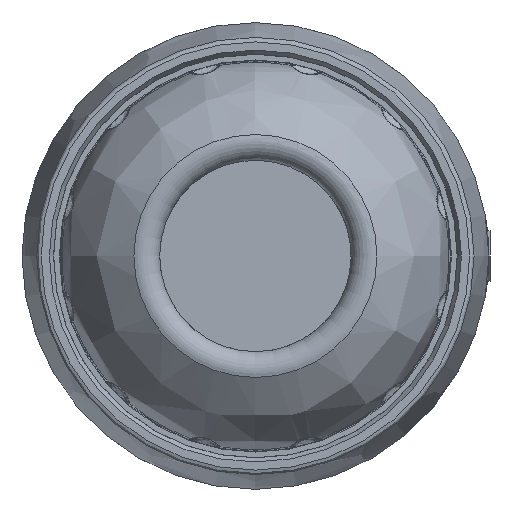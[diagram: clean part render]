
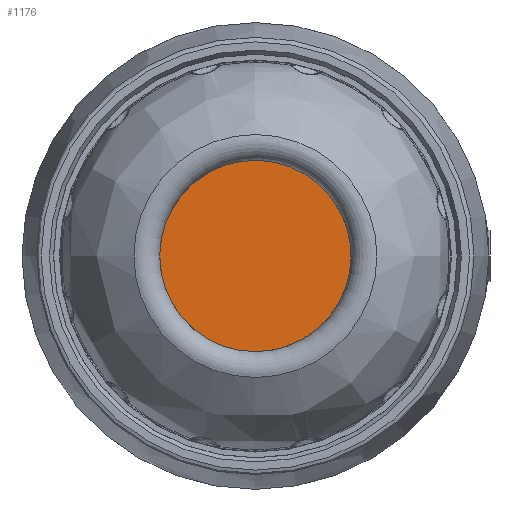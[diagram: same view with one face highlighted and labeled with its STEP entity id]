
A CAD part, left-side view. The second image highlights one B-rep face of the part: STEP entity #1176.
In plain terms, the highlighted planar face has unit normal (-1, 0, 0).
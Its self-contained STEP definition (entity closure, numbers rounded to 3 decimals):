
#616=FACE_OUTER_BOUND('',#2396,.T.);
#1176=ADVANCED_FACE('',(#616),#1314,.T.);
#1314=PLANE('',#7114);
#1596=CIRCLE('',#6973,4.727);
#1598=CIRCLE('',#6976,4.727);
#1600=CIRCLE('',#6979,4.727);
#1652=CIRCLE('',#7042,4.727);
#2396=EDGE_LOOP('',(#4193,#4194,#4195,#4196,#4197,#4198,#4199,#4200,#4201,
#4202,#4203,#4204));
#4193=ORIENTED_EDGE('',*,*,#5710,.F.);
#4194=ORIENTED_EDGE('',*,*,#5571,.T.);
#4195=ORIENTED_EDGE('',*,*,#5709,.F.);
#4196=ORIENTED_EDGE('',*,*,#5707,.F.);
#4197=ORIENTED_EDGE('',*,*,#5477,.T.);
#4198=ORIENTED_EDGE('',*,*,#5718,.F.);
#4199=ORIENTED_EDGE('',*,*,#5716,.F.);
#4200=ORIENTED_EDGE('',*,*,#5481,.T.);
#4201=ORIENTED_EDGE('',*,*,#5715,.F.);
#4202=ORIENTED_EDGE('',*,*,#5713,.F.);
#4203=ORIENTED_EDGE('',*,*,#5485,.T.);
#4204=ORIENTED_EDGE('',*,*,#5712,.F.);
#4669=VERTEX_POINT('',#11350);
#4670=VERTEX_POINT('',#11351);
#4673=VERTEX_POINT('',#11365);
#4674=VERTEX_POINT('',#11366);
#4677=VERTEX_POINT('',#11380);
#4678=VERTEX_POINT('',#11381);
#4760=VERTEX_POINT('',#11702);
#4761=VERTEX_POINT('',#11703);
#4811=VERTEX_POINT('',#14637);
#4812=VERTEX_POINT('',#14643);
#4813=VERTEX_POINT('',#14649);
#4814=VERTEX_POINT('',#14655);
#5477=EDGE_CURVE('',#4669,#4670,#1596,.T.);
#5481=EDGE_CURVE('',#4673,#4674,#1598,.T.);
#5485=EDGE_CURVE('',#4677,#4678,#1600,.T.);
#5571=EDGE_CURVE('',#4760,#4761,#1652,.T.);
#5707=EDGE_CURVE('',#4669,#4811,#6052,.T.);
#5709=EDGE_CURVE('',#4811,#4761,#6054,.T.);
#5710=EDGE_CURVE('',#4760,#4812,#6055,.T.);
#5712=EDGE_CURVE('',#4812,#4678,#6057,.T.);
#5713=EDGE_CURVE('',#4677,#4813,#6058,.T.);
#5715=EDGE_CURVE('',#4813,#4674,#6060,.T.);
#5716=EDGE_CURVE('',#4673,#4814,#6061,.T.);
#5718=EDGE_CURVE('',#4814,#4670,#6063,.T.);
#6052=LINE('',#14636,#6397);
#6054=LINE('',#14640,#6399);
#6055=LINE('',#14642,#6400);
#6057=LINE('',#14646,#6402);
#6058=LINE('',#14648,#6403);
#6060=LINE('',#14652,#6405);
#6061=LINE('',#14654,#6406);
#6063=LINE('',#14658,#6408);
#6397=VECTOR('',#8842,1.);
#6399=VECTOR('',#8846,1.);
#6400=VECTOR('',#8849,1.);
#6402=VECTOR('',#8853,1.);
#6403=VECTOR('',#8856,1.);
#6405=VECTOR('',#8860,1.);
#6406=VECTOR('',#8863,1.);
#6408=VECTOR('',#8867,1.);
#6973=AXIS2_PLACEMENT_3D('',#11349,#8576,#8577);
#6976=AXIS2_PLACEMENT_3D('',#11364,#8582,#8583);
#6979=AXIS2_PLACEMENT_3D('',#11379,#8588,#8589);
#7042=AXIS2_PLACEMENT_3D('',#11701,#8714,#8715);
#7114=AXIS2_PLACEMENT_3D('',#14660,#8870,#8871);
#8576=DIRECTION('',(-1.,0.,0.));
#8577=DIRECTION('',(0.,0.,1.));
#8582=DIRECTION('',(-1.,0.,0.));
#8583=DIRECTION('',(0.,0.,1.));
#8588=DIRECTION('',(-1.,0.,0.));
#8589=DIRECTION('',(0.,0.,1.));
#8714=DIRECTION('',(-1.,0.,0.));
#8715=DIRECTION('',(0.,0.,1.));
#8842=DIRECTION('',(0.,-0.33,-0.944));
#8846=DIRECTION('',(0.,-0.689,0.725));
#8849=DIRECTION('',(0.,0.944,-0.33));
#8853=DIRECTION('',(0.,-0.725,-0.689));
#8856=DIRECTION('',(0.,0.33,0.944));
#8860=DIRECTION('',(0.,0.689,-0.725));
#8863=DIRECTION('',(0.,-0.944,0.33));
#8867=DIRECTION('',(0.,0.725,0.689));
#8870=DIRECTION('',(-1.,0.,0.));
#8871=DIRECTION('',(0.,0.,1.));
#11349=CARTESIAN_POINT('',(-10.1,0.,0.));
#11350=CARTESIAN_POINT('',(-10.1,0.408,4.709));
#11351=CARTESIAN_POINT('',(-10.1,4.727,0.01));
#11364=CARTESIAN_POINT('',(-10.1,0.,0.));
#11365=CARTESIAN_POINT('',(-10.1,4.709,-0.408));
#11366=CARTESIAN_POINT('',(-10.1,0.01,-4.727));
#11379=CARTESIAN_POINT('',(-10.1,0.,0.));
#11380=CARTESIAN_POINT('',(-10.1,-0.408,-4.709));
#11381=CARTESIAN_POINT('',(-10.1,-4.727,-0.01));
#11701=CARTESIAN_POINT('',(-10.1,0.,0.));
#11702=CARTESIAN_POINT('',(-10.1,-4.709,0.408));
#11703=CARTESIAN_POINT('',(-10.1,-0.01,4.727));
#14636=CARTESIAN_POINT('',(-10.1,0.388,4.654));
#14637=CARTESIAN_POINT('',(-10.1,0.3,4.401));
#14640=CARTESIAN_POINT('',(-10.1,0.719,3.96));
#14642=CARTESIAN_POINT('',(-10.1,-4.654,0.388));
#14643=CARTESIAN_POINT('',(-10.1,-4.401,0.3));
#14646=CARTESIAN_POINT('',(-10.1,-3.96,0.719));
#14648=CARTESIAN_POINT('',(-10.1,-0.388,-4.654));
#14649=CARTESIAN_POINT('',(-10.1,-0.3,-4.401));
#14652=CARTESIAN_POINT('',(-10.1,-0.719,-3.96));
#14654=CARTESIAN_POINT('',(-10.1,4.654,-0.388));
#14655=CARTESIAN_POINT('',(-10.1,4.401,-0.3));
#14658=CARTESIAN_POINT('',(-10.1,3.96,-0.719));
#14660=CARTESIAN_POINT('',(-10.1,0.,0.));
